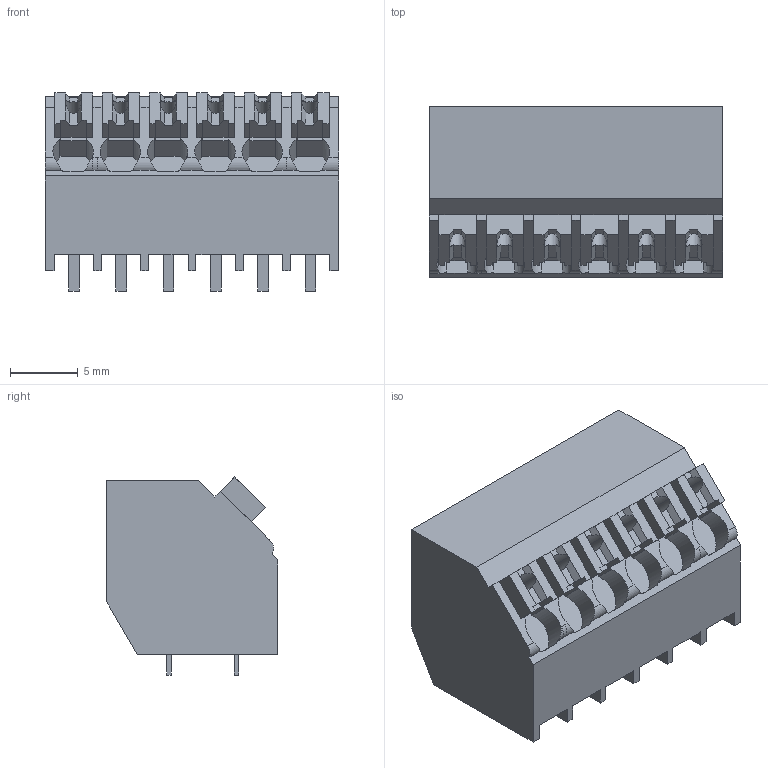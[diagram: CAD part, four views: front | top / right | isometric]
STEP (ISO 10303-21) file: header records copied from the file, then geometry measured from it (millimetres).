
FILE_DESCRIPTION(('CATIA V5 STEP Exchange','CAx-IF Rec.Pracs.--- Model Styling and Organization---1.2---2011-12-15'),'2;1');
FILE_NAME ('D1458595_0', '2018-03-26T16:47:38+00:00', ('none'), ('Weidmueller'), 'CATIA Version 5-6 Release 2014', 'CATIA V5 STEP AP214', 'none');
FILE_SCHEMA(('AUTOMOTIVE_DESIGN { 1 0 10303 214 1 1 1 1 }'));
Length unit declared in the file: millimetre
Products named in the file (1): 1887640000
Bounding box: 21.7 x 12.7 x 14.66 mm (x, y, z)
Volume: 2440.5 mm3; surface area: 2508.1 mm2
Topology: 19 solids, 19 shells, 375 faces, 1081 edges, 744 vertices
Faces by surface type: plane 341, cylinder 34
Entity records: 11479 total; most frequent: CARTESIAN_POINT 2263, ORIENTED_EDGE 2162, DIRECTION 1451, EDGE_CURVE 1081, VECTOR 936, LINE 936, VERTEX_POINT 744, EDGE_LOOP 387
